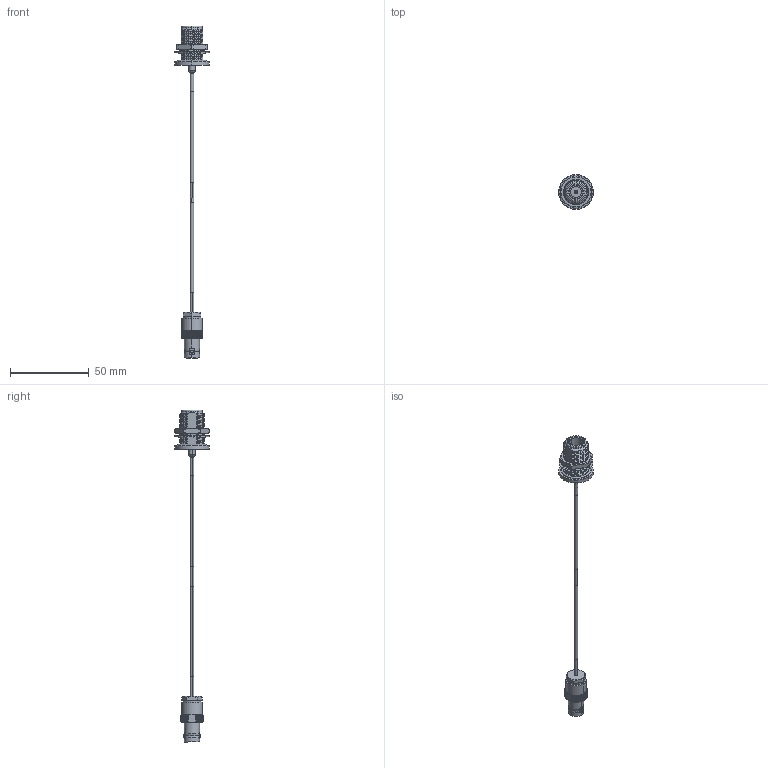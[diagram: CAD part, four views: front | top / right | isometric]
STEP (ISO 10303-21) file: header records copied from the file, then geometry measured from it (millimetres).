
FILE_DESCRIPTION (( 'STEP AP214' ), '1' );
FILE_NAME ('LCCA30575.step', '2020-06-22T21:42:00', ( '' ), ( '' ), 'SwSTEP 2.0', 'SolidWorks 2018', '' );
FILE_SCHEMA (( 'AUTOMOTIVE_DESIGN' ));
Length unit declared in the file: inch
Products named in the file (6): LCCN3056; LC085TB (085 FORMABLE); LCCA30575; LCCN3044_HS-2; LCCN3041; 1AW01-002_.08 ID
Assembly tree (6 placements, depth 2):
  LCCA30575
    LC085TB (085 FORMABLE)
    1AW01-002_.08 ID  x2
    LCCN3041
    LCCN3044_HS-2
    LCCN3056
Bounding box: 22 x 22 x 210.57 mm (x, y, z)
Volume: 7880.5 mm3; surface area: 7543.9 mm2
Topology: 10 solids, 10 shells, 745 faces, 1892 edges, 1178 vertices
Faces by surface type: plane 217, cylinder 197, cone 163, bspline 158, torus 10
Entity records: 99497 total; most frequent: CARTESIAN_POINT 83029, ORIENTED_EDGE 3760, DIRECTION 2650, EDGE_CURVE 1880, VERTEX_POINT 1170, AXIS2_PLACEMENT_3D 1058, EDGE_LOOP 758, ADVANCED_FACE 739
